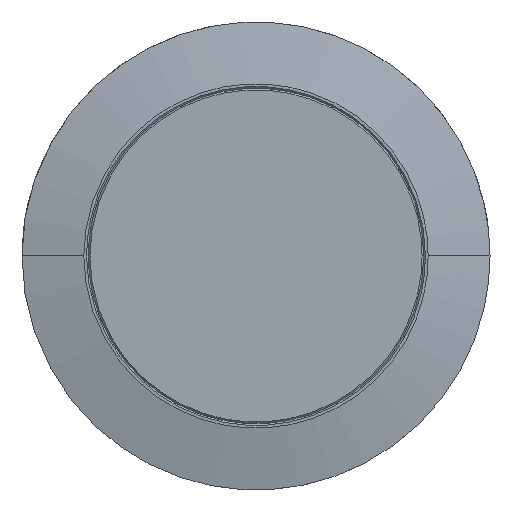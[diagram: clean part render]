
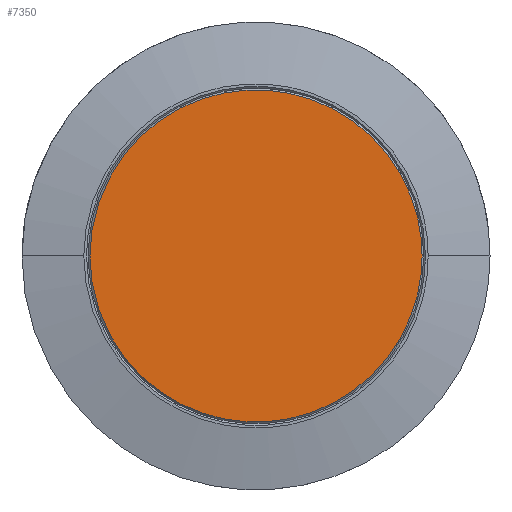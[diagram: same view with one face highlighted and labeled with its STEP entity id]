
A CAD part, top view. The second image highlights one B-rep face of the part: STEP entity #7350.
In plain terms, the highlighted free-form (B-spline) face has degree [1, 1] with [2, 2] control points.
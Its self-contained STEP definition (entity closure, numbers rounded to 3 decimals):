
#7309=CARTESIAN_POINT('F204',(10.89,-10.89,
   12.75));
#7310=CARTESIAN_POINT('F204',(10.89,10.89,
   12.75));
#7311=CARTESIAN_POINT('F204',(-10.89,
   -10.89,12.75));
#7312=CARTESIAN_POINT('F204',(-10.89,10.89,
   12.75));
#7313=QUASI_UNIFORM_SURFACE('F204',1,1,((#7309,#7311),(#7310,
   #7312)),.PLANE_SURF.,.F.,.F.,.U.);
#7314=CARTESIAN_POINT('V363',(-9.9,0.,
   12.75));
#7315=VERTEX_POINT('V363',#7314);
#7316=CARTESIAN_POINT('V364',(9.9,0.,
   12.75));
#7317=VERTEX_POINT('V364',#7316);
#7318=CARTESIAN_POINT('E13',(-9.9,0.0,
   12.75));
#7319=CARTESIAN_POINT('E13',(-9.9,9.9,
   12.75));
#7320=CARTESIAN_POINT('E13',(0.0,9.9,
   12.75));
#7321=CARTESIAN_POINT('E13',(9.9,9.9,
   12.75));
#7322=CARTESIAN_POINT('E13',(9.9,0.0,
   12.75));
#7330=(BOUNDED_CURVE()B_SPLINE_CURVE(2,(#7318,#7319,#7320,#7321,
   #7322),.CIRCULAR_ARC.,.F.,.U.)B_SPLINE_CURVE_WITH_KNOTS((3,2,3),
   (0.0,0.5,1.0),.UNSPECIFIED.)CURVE()
   GEOMETRIC_REPRESENTATION_ITEM()RATIONAL_B_SPLINE_CURVE((1.0,
   0.707,1.0,0.707,1.0))REPRESENTATION_ITEM(
   'E13'));
#7331=EDGE_CURVE('E13',#7315,#7317,#7330,.T.);
#7332=ORIENTED_EDGE('E13',*,*,#7331,.F.);
#7333=CARTESIAN_POINT('E552',(-9.9,0.0,
   12.75));
#7334=CARTESIAN_POINT('E552',(-9.9,-9.9,
   12.75));
#7335=CARTESIAN_POINT('E552',(0.0,-9.9,
   12.75));
#7336=CARTESIAN_POINT('E552',(9.9,-9.9,
   12.75));
#7337=CARTESIAN_POINT('E552',(9.9,0.0,
   12.75));
#7345=(BOUNDED_CURVE()B_SPLINE_CURVE(2,(#7333,#7334,#7335,#7336,
   #7337),.CIRCULAR_ARC.,.F.,.U.)B_SPLINE_CURVE_WITH_KNOTS((3,2,3),
   (0.0,0.5,1.0),.UNSPECIFIED.)CURVE()
   GEOMETRIC_REPRESENTATION_ITEM()RATIONAL_B_SPLINE_CURVE((1.0,
   0.707,1.0,0.707,1.0))REPRESENTATION_ITEM(
   'E552'));
#7346=EDGE_CURVE('E552',#7315,#7317,#7345,.T.);
#7347=ORIENTED_EDGE('E552',*,*,#7346,.T.);
#7348=EDGE_LOOP('F204',(#7332,#7347));
#7349=FACE_OUTER_BOUND('F204',#7348,.T.);
#7350=ADVANCED_FACE('F204',(#7349),#7313,.T.);
